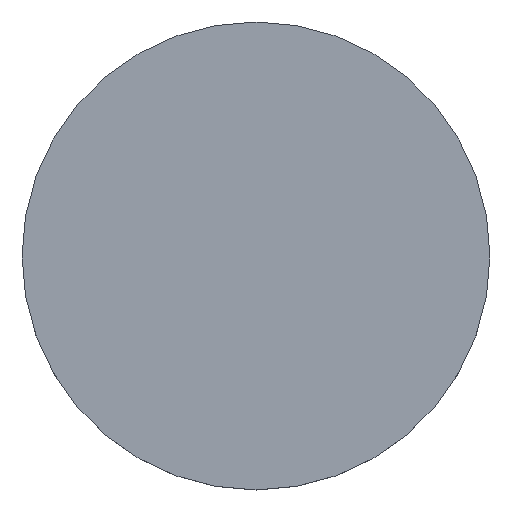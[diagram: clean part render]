
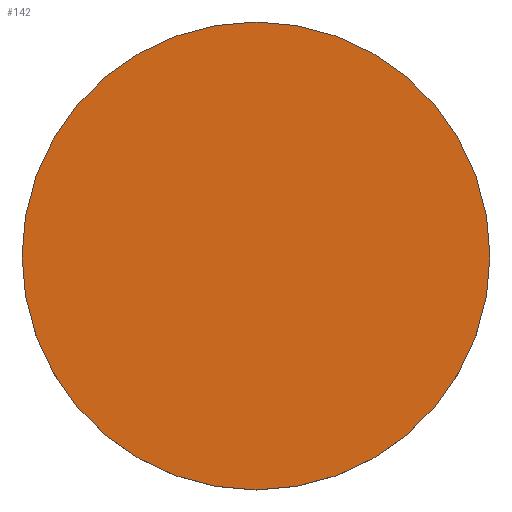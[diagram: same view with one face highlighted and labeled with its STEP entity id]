
A CAD part, top view. The second image highlights one B-rep face of the part: STEP entity #142.
In plain terms, the highlighted planar face has unit normal (0, 0, 1).
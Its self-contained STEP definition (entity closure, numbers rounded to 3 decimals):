
#10 = FACE_OUTER_BOUND ( 'NONE', #119, .T. ) ;
#18 = DIRECTION ( 'NONE',  ( 0., 0., 1. ) ) ;
#20 = DIRECTION ( 'NONE',  ( 0., 0., -1. ) ) ;
#34 = ORIENTED_EDGE ( 'NONE', *, *, #207, .F. ) ;
#42 = AXIS2_PLACEMENT_3D ( 'NONE', #159, #18, #136 ) ;
#51 = CARTESIAN_POINT ( 'NONE',  ( 0., 0., 5. ) ) ;
#64 = CARTESIAN_POINT ( 'NONE',  ( 25.4, 0., 5. ) ) ;
#84 = VERTEX_POINT ( 'NONE', #145 ) ;
#100 = CARTESIAN_POINT ( 'NONE',  ( 0., 0., 5. ) ) ;
#104 = PLANE ( 'NONE',  #42 ) ;
#106 = VERTEX_POINT ( 'NONE', #64 ) ;
#119 = EDGE_LOOP ( 'NONE', ( #34, #134 ) ) ;
#120 = AXIS2_PLACEMENT_3D ( 'NONE', #100, #188, #212 ) ;
#124 = EDGE_CURVE ( 'NONE', #84, #106, #139, .T. ) ;
#134 = ORIENTED_EDGE ( 'NONE', *, *, #124, .F. ) ;
#136 = DIRECTION ( 'NONE',  ( 1., 0., 0. ) ) ;
#139 = CIRCLE ( 'NONE', #120, 25.4 ) ;
#142 = ADVANCED_FACE ( 'NONE', ( #10 ), #104, .T. ) ;
#145 = CARTESIAN_POINT ( 'NONE',  ( -25.4, 0., 5. ) ) ;
#159 = CARTESIAN_POINT ( 'NONE',  ( 0., 52.02, 5. ) ) ;
#176 = AXIS2_PLACEMENT_3D ( 'NONE', #51, #20, #198 ) ;
#188 = DIRECTION ( 'NONE',  ( 0., 0., -1. ) ) ;
#198 = DIRECTION ( 'NONE',  ( 1., 0., 0. ) ) ;
#207 = EDGE_CURVE ( 'NONE', #106, #84, #220, .T. ) ;
#212 = DIRECTION ( 'NONE',  ( 1., 0., 0. ) ) ;
#220 = CIRCLE ( 'NONE', #176, 25.4 ) ;
